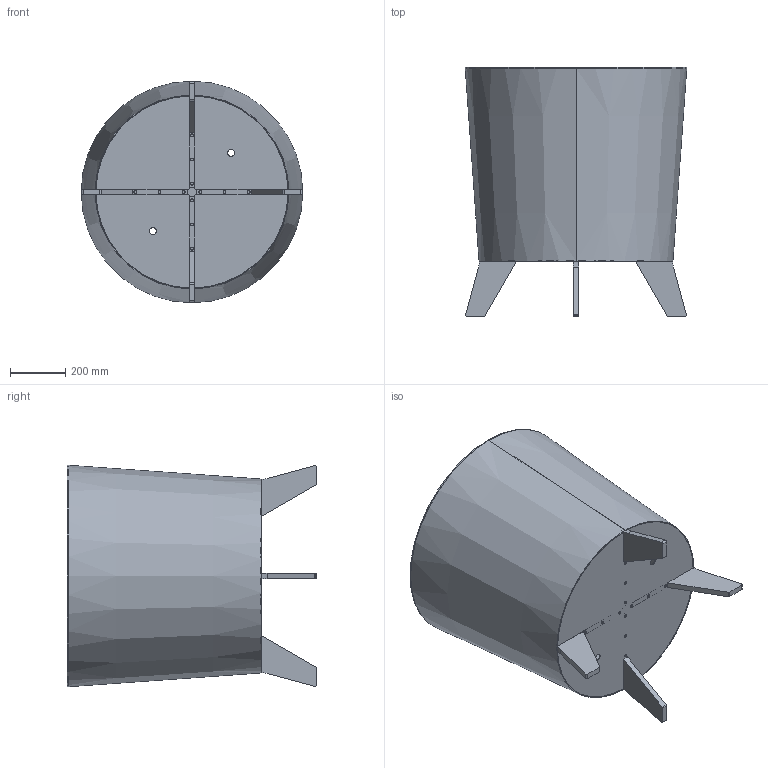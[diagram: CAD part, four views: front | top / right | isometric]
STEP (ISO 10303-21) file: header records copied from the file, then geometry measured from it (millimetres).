
FILE_DESCRIPTION (( 'STEP AP203' ), '1' );
FILE_NAME ('DUB-CDB2.STEP', '2019-12-17T13:38:18', ( '' ), ( '' ), 'SwSTEP 2.0', 'SolidWorks 2019', '' );
FILE_SCHEMA (( 'CONFIG_CONTROL_DESIGN' ));
Length unit declared in the file: millimetre
Products named in the file (6): DUB-CDB2; DUB-CDB2 Botom; DUB-CDB2 Innerring; DUB-CDB2 Topring; DUB-CDB2 Foot; DUB-CDB2 Wall
Assembly tree (10 placements, depth 2):
  DUB-CDB2
    DUB-CDB2 Wall
    DUB-CDB2 Innerring  x2
    DUB-CDB2 Topring  x2
    DUB-CDB2 Botom
    DUB-CDB2 Foot  x4
Bounding box: 800 x 900 x 800 mm (x, y, z)
Volume: 8963460.4 mm3; surface area: 4748066.2 mm2
Topology: 10 solids, 10 shells, 162 faces, 426 edges, 284 vertices
Faces by surface type: plane 88, cylinder 68, cone 6
Entity records: 3622 total; most frequent: DIRECTION 532, CARTESIAN_POINT 491, ORIENTED_EDGE 468, EDGE_CURVE 234, AXIS2_PLACEMENT_3D 197, VERTEX_POINT 156, VECTOR 138, LINE 138
